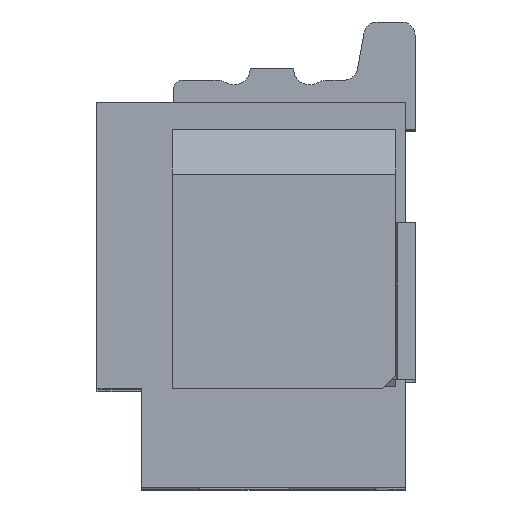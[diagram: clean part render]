
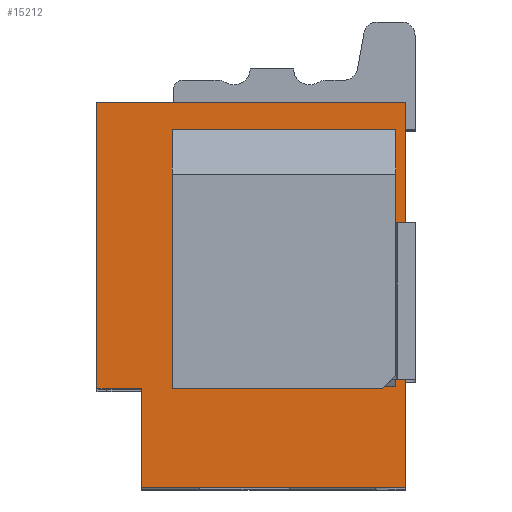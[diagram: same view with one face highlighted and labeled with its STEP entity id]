
A CAD part, top view. The second image highlights one B-rep face of the part: STEP entity #15212.
In plain terms, the highlighted planar face has unit normal (0, 0, 1).
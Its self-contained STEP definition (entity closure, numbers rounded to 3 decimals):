
#221=DIRECTION('',(0.,-1.,0.));
#222=VECTOR('',#221,3.2);
#223=CARTESIAN_POINT('',(-73.809,104.408,22.262));
#224=LINE('',#223,#222);
#1321=DIRECTION('',(1.,0.,0.));
#1322=VECTOR('',#1321,2.95);
#1323=CARTESIAN_POINT('',(-73.309,100.108,22.262));
#1324=LINE('',#1323,#1322);
#1433=DIRECTION('',(0.,-1.,0.));
#1434=VECTOR('',#1433,1.1);
#1435=CARTESIAN_POINT('',(-73.309,101.208,22.262));
#1436=LINE('',#1435,#1434);
#1437=DIRECTION('',(1.,0.,0.));
#1438=VECTOR('',#1437,0.5);
#1439=CARTESIAN_POINT('',(-73.809,101.208,22.262));
#1440=LINE('',#1439,#1438);
#1461=DIRECTION('',(1.,0.,0.));
#1462=VECTOR('',#1461,2.5);
#1463=CARTESIAN_POINT('',(-72.969,101.235,22.262));
#1464=LINE('',#1463,#1462);
#1465=DIRECTION('',(0.,1.,0.));
#1466=VECTOR('',#1465,2.873);
#1467=CARTESIAN_POINT('',(-70.469,101.235,22.262));
#1468=LINE('',#1467,#1466);
#1469=DIRECTION('',(0.,-1.,0.));
#1470=VECTOR('',#1469,2.873);
#1471=CARTESIAN_POINT('',(-72.969,104.108,22.262));
#1472=LINE('',#1471,#1470);
#1481=DIRECTION('',(-1.,0.,0.));
#1482=VECTOR('',#1481,3.45);
#1483=CARTESIAN_POINT('',(-70.359,104.408,22.262));
#1484=LINE('',#1483,#1482);
#2127=DIRECTION('',(0.,1.,0.));
#2128=VECTOR('',#2127,4.3);
#2129=CARTESIAN_POINT('',(-70.359,100.108,22.262));
#2130=LINE('',#2129,#2128);
#2171=DIRECTION('',(1.,0.,0.));
#2172=VECTOR('',#2171,2.5);
#2173=CARTESIAN_POINT('',(-72.969,104.108,22.262));
#2174=LINE('',#2173,#2172);
#10011=CARTESIAN_POINT('',(-73.809,104.408,22.262));
#10012=VERTEX_POINT('',#10011);
#10013=CARTESIAN_POINT('',(-73.809,101.208,22.262));
#10014=VERTEX_POINT('',#10013);
#10087=CARTESIAN_POINT('',(-73.309,100.108,22.262));
#10088=VERTEX_POINT('',#10087);
#10089=CARTESIAN_POINT('',(-70.359,100.108,22.262));
#10090=VERTEX_POINT('',#10089);
#10331=CARTESIAN_POINT('',(-70.359,104.408,22.262));
#10332=VERTEX_POINT('',#10331);
#10333=CARTESIAN_POINT('',(-73.309,101.208,22.262));
#10334=VERTEX_POINT('',#10333);
#10335=CARTESIAN_POINT('',(-72.969,101.235,22.262));
#10336=CARTESIAN_POINT('',(-70.469,101.235,22.262));
#10337=VERTEX_POINT('',#10335);
#10338=VERTEX_POINT('',#10336);
#10339=CARTESIAN_POINT('',(-70.469,104.108,22.262));
#10340=VERTEX_POINT('',#10339);
#10341=CARTESIAN_POINT('',(-72.969,104.108,22.262));
#10342=VERTEX_POINT('',#10341);
#15187=CARTESIAN_POINT('',(-72.084,102.258,22.262));
#15188=DIRECTION('',(0.,0.,1.));
#15189=DIRECTION('',(-1.,0.,0.));
#15190=AXIS2_PLACEMENT_3D('',#15187,#15188,#15189);
#15191=PLANE('',#15190);
#15192=ORIENTED_EDGE('',*,*,#15004,.F.);
#15193=ORIENTED_EDGE('',*,*,#15138,.F.);
#15194=ORIENTED_EDGE('',*,*,#15153,.F.);
#15195=ORIENTED_EDGE('',*,*,#13296,.F.);
#15197=ORIENTED_EDGE('',*,*,#15196,.F.);
#15199=ORIENTED_EDGE('',*,*,#15198,.F.);
#15200=EDGE_LOOP('',(#15192,#15193,#15194,#15195,#15197,#15199));
#15201=FACE_OUTER_BOUND('',#15200,.F.);
#15203=ORIENTED_EDGE('',*,*,#15202,.T.);
#15205=ORIENTED_EDGE('',*,*,#15204,.T.);
#15207=ORIENTED_EDGE('',*,*,#15206,.F.);
#15209=ORIENTED_EDGE('',*,*,#15208,.T.);
#15210=EDGE_LOOP('',(#15203,#15205,#15207,#15209));
#15211=FACE_BOUND('',#15210,.F.);
#13296=EDGE_CURVE('',#10012,#10014,#224,.T.);
#15004=EDGE_CURVE('',#10088,#10090,#1324,.T.);
#15138=EDGE_CURVE('',#10334,#10088,#1436,.T.);
#15153=EDGE_CURVE('',#10014,#10334,#1440,.T.);
#15196=EDGE_CURVE('',#10332,#10012,#1484,.T.);
#15198=EDGE_CURVE('',#10090,#10332,#2130,.T.);
#15202=EDGE_CURVE('',#10337,#10338,#1464,.T.);
#15204=EDGE_CURVE('',#10338,#10340,#1468,.T.);
#15206=EDGE_CURVE('',#10342,#10340,#2174,.T.);
#15208=EDGE_CURVE('',#10342,#10337,#1472,.T.);
#15212=ADVANCED_FACE('',(#15201,#15211),#15191,.T.);
